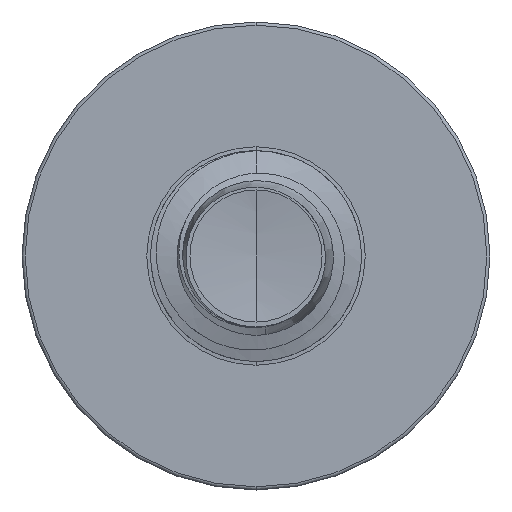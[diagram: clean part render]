
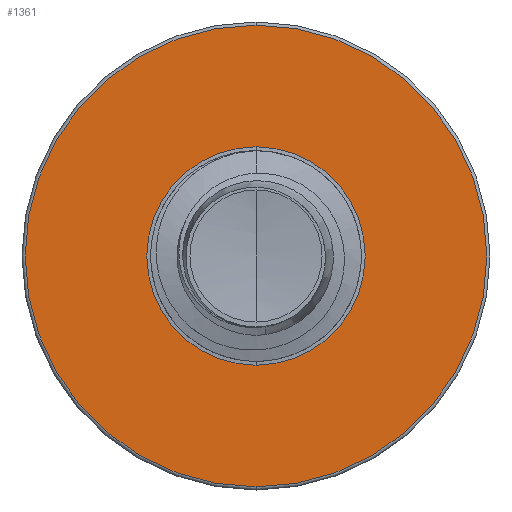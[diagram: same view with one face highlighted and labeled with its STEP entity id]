
A CAD part, front view. The second image highlights one B-rep face of the part: STEP entity #1361.
In plain terms, the highlighted planar face has unit normal (0, -1, 0).
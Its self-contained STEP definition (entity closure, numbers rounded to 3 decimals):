
#23 = CARTESIAN_POINT ( 'NONE',  ( 0., 3.5, -0.933 ) ) ;
#145 = AXIS2_PLACEMENT_3D ( 'NONE', #484, #8843, #1809 ) ;
#341 = CIRCLE ( 'NONE', #145, 1.973 ) ;
#484 = CARTESIAN_POINT ( 'NONE',  ( 0., 3.5, 0. ) ) ;
#685 = AXIS2_PLACEMENT_3D ( 'NONE', #10175, #10170, #10160 ) ;
#722 = CIRCLE ( 'NONE', #2198, 0.933 ) ;
#883 = VERTEX_POINT ( 'NONE', #4882 ) ;
#1361 = ADVANCED_FACE ( 'NONE', ( #3238, #3540 ), #2454, .F. ) ;
#1504 = EDGE_LOOP ( 'NONE', ( #11498, #11542 ) ) ;
#1809 = DIRECTION ( 'NONE',  ( 0., 0., 1. ) ) ;
#2198 = AXIS2_PLACEMENT_3D ( 'NONE', #5742, #12235, #6880 ) ;
#2397 = DIRECTION ( 'NONE',  ( 0., 0., 1. ) ) ;
#2412 = DIRECTION ( 'NONE',  ( 0., 1., 0. ) ) ;
#2454 = PLANE ( 'NONE',  #3360 ) ;
#2474 = CARTESIAN_POINT ( 'NONE',  ( 0., 3.5, -0.933 ) ) ;
#3014 = CARTESIAN_POINT ( 'NONE',  ( 0., 3.5, -1.973 ) ) ;
#3238 = FACE_OUTER_BOUND ( 'NONE', #1504, .T. ) ;
#3286 = ORIENTED_EDGE ( 'NONE', *, *, #10192, .T. ) ;
#3342 = AXIS2_PLACEMENT_3D ( 'NONE', #10343, #10341, #10336 ) ;
#3360 = AXIS2_PLACEMENT_3D ( 'NONE', #2474, #2412, #2397 ) ;
#3540 = FACE_BOUND ( 'NONE', #5474, .T. ) ;
#3726 = VERTEX_POINT ( 'NONE', #23 ) ;
#4882 = CARTESIAN_POINT ( 'NONE',  ( 0., 3.5, 0.933 ) ) ;
#5142 = VERTEX_POINT ( 'NONE', #11409 ) ;
#5474 = EDGE_LOOP ( 'NONE', ( #11573, #3286 ) ) ;
#5742 = CARTESIAN_POINT ( 'NONE',  ( 0., 3.5, 0. ) ) ;
#6880 = DIRECTION ( 'NONE',  ( 0., 0., 1. ) ) ;
#8843 = DIRECTION ( 'NONE',  ( 0., 1., 0. ) ) ;
#9844 = CIRCLE ( 'NONE', #685, 0.933 ) ;
#10145 = EDGE_CURVE ( 'NONE', #5142, #13603, #12015, .T. ) ;
#10160 = DIRECTION ( 'NONE',  ( 0., 0., 1. ) ) ;
#10170 = DIRECTION ( 'NONE',  ( 0., 1., 0. ) ) ;
#10175 = CARTESIAN_POINT ( 'NONE',  ( 0., 3.5, 0. ) ) ;
#10192 = EDGE_CURVE ( 'NONE', #3726, #883, #9844, .T. ) ;
#10336 = DIRECTION ( 'NONE',  ( 0., 0., 1. ) ) ;
#10341 = DIRECTION ( 'NONE',  ( 0., 1., 0. ) ) ;
#10343 = CARTESIAN_POINT ( 'NONE',  ( 0., 3.5, 0. ) ) ;
#11118 = EDGE_CURVE ( 'NONE', #883, #3726, #722, .T. ) ;
#11131 = EDGE_CURVE ( 'NONE', #13603, #5142, #341, .T. ) ;
#11409 = CARTESIAN_POINT ( 'NONE',  ( 0., 3.5, 1.973 ) ) ;
#11498 = ORIENTED_EDGE ( 'NONE', *, *, #10145, .F. ) ;
#11542 = ORIENTED_EDGE ( 'NONE', *, *, #11131, .F. ) ;
#11573 = ORIENTED_EDGE ( 'NONE', *, *, #11118, .T. ) ;
#12015 = CIRCLE ( 'NONE', #3342, 1.973 ) ;
#12235 = DIRECTION ( 'NONE',  ( 0., 1., 0. ) ) ;
#13603 = VERTEX_POINT ( 'NONE', #3014 ) ;
